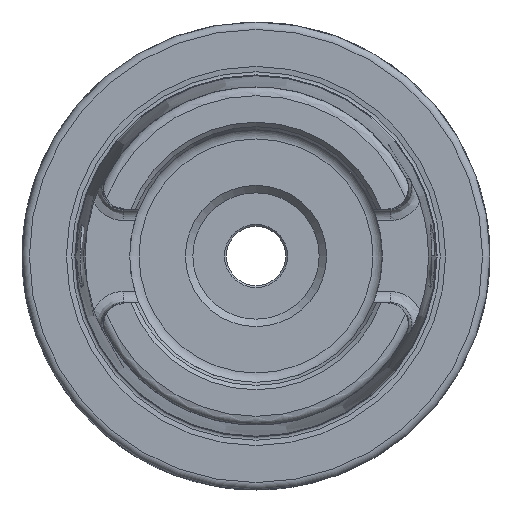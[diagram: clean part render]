
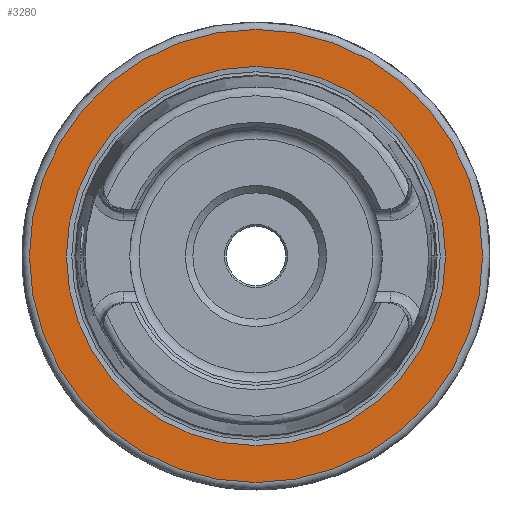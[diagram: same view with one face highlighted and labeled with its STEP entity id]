
A CAD part, left-side view. The second image highlights one B-rep face of the part: STEP entity #3280.
In plain terms, the highlighted planar face has unit normal (-1, 0, 0).
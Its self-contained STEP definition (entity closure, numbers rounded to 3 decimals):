
#121=FACE_BOUND('',#542,.T.);
#174=PLANE('',#3630);
#354=FACE_OUTER_BOUND('',#541,.T.);
#541=EDGE_LOOP('',(#2880,#2881));
#542=EDGE_LOOP('',(#2882,#2883));
#857=CIRCLE('',#3628,25.521);
#858=CIRCLE('',#3629,25.521);
#859=CIRCLE('',#3631,30.5);
#860=CIRCLE('',#3632,30.5);
#1477=VERTEX_POINT('',#7190);
#1478=VERTEX_POINT('',#7192);
#1479=VERTEX_POINT('',#7196);
#1480=VERTEX_POINT('',#7197);
#1961=EDGE_CURVE('',#1478,#1477,#857,.T.);
#1962=EDGE_CURVE('',#1477,#1478,#858,.T.);
#1963=EDGE_CURVE('',#1479,#1480,#859,.T.);
#1964=EDGE_CURVE('',#1480,#1479,#860,.T.);
#2880=ORIENTED_EDGE('',*,*,#1963,.F.);
#2881=ORIENTED_EDGE('',*,*,#1964,.F.);
#2882=ORIENTED_EDGE('',*,*,#1961,.T.);
#2883=ORIENTED_EDGE('',*,*,#1962,.T.);
#3280=ADVANCED_FACE('',(#354,#121),#174,.T.);
#3628=AXIS2_PLACEMENT_3D('',#7193,#4417,#4418);
#3629=AXIS2_PLACEMENT_3D('',#7194,#4419,#4420);
#3630=AXIS2_PLACEMENT_3D('',#7195,#4421,#4422);
#3631=AXIS2_PLACEMENT_3D('',#7198,#4423,#4424);
#3632=AXIS2_PLACEMENT_3D('',#7199,#4425,#4426);
#4417=DIRECTION('center_axis',(1.,0.,0.));
#4418=DIRECTION('ref_axis',(0.,0.,-1.));
#4419=DIRECTION('center_axis',(1.,0.,0.));
#4420=DIRECTION('ref_axis',(0.,0.,-1.));
#4421=DIRECTION('center_axis',(-1.,0.,0.));
#4422=DIRECTION('ref_axis',(0.,0.,1.));
#4423=DIRECTION('center_axis',(1.,0.,0.));
#4424=DIRECTION('ref_axis',(0.,0.,-1.));
#4425=DIRECTION('center_axis',(1.,0.,0.));
#4426=DIRECTION('ref_axis',(0.,0.,-1.));
#7190=CARTESIAN_POINT('',(0.,-25.521,0.));
#7192=CARTESIAN_POINT('',(0.,25.521,0.));
#7193=CARTESIAN_POINT('Origin',(0.,0.,
0.));
#7194=CARTESIAN_POINT('Origin',(0.,0.,
0.));
#7195=CARTESIAN_POINT('Origin',(0.,30.5,0.));
#7196=CARTESIAN_POINT('',(0.,30.5,0.));
#7197=CARTESIAN_POINT('',(0.,0.,30.5));
#7198=CARTESIAN_POINT('Origin',(0.,0.,
0.));
#7199=CARTESIAN_POINT('Origin',(0.,0.,
0.));
